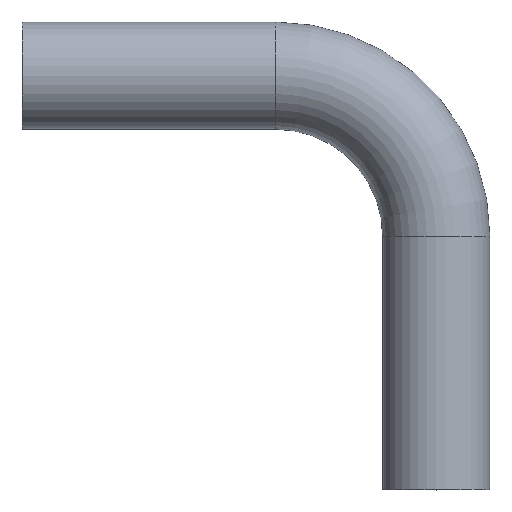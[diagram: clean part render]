
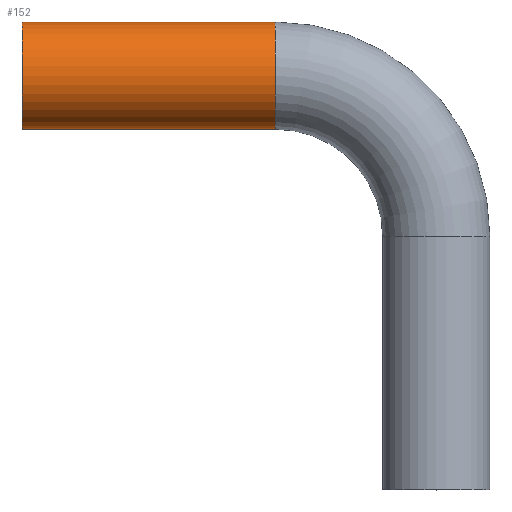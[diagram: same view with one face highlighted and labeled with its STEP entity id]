
A CAD part, top view. The second image highlights one B-rep face of the part: STEP entity #152.
In plain terms, the highlighted cylindrical face has radius 6.35 mm (diameter 12.7 mm), a full revolution.
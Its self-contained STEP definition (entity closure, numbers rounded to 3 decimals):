
#23=FACE_OUTER_BOUND('',#31,.T.);
#31=EDGE_LOOP('',(#112,#113,#114,#115,#116,#117));
#40=LINE('',#280,#44);
#44=VECTOR('',#231,6.35);
#53=CIRCLE('',#188,6.35);
#54=CIRCLE('',#189,6.35);
#55=CIRCLE('',#190,6.35);
#56=CIRCLE('',#191,6.35);
#68=VERTEX_POINT('',#275);
#69=VERTEX_POINT('',#276);
#70=VERTEX_POINT('',#279);
#71=VERTEX_POINT('',#281);
#85=EDGE_CURVE('',#68,#69,#53,.T.);
#86=EDGE_CURVE('',#69,#68,#54,.T.);
#87=EDGE_CURVE('',#69,#70,#40,.T.);
#88=EDGE_CURVE('',#70,#71,#55,.T.);
#89=EDGE_CURVE('',#71,#70,#56,.T.);
#112=ORIENTED_EDGE('',*,*,#85,.F.);
#113=ORIENTED_EDGE('',*,*,#86,.F.);
#114=ORIENTED_EDGE('',*,*,#87,.T.);
#115=ORIENTED_EDGE('',*,*,#88,.T.);
#116=ORIENTED_EDGE('',*,*,#89,.T.);
#117=ORIENTED_EDGE('',*,*,#87,.F.);
#138=CYLINDRICAL_SURFACE('',#187,6.35);
#152=ADVANCED_FACE('',(#23),#138,.T.);
#187=AXIS2_PLACEMENT_3D('',#274,#225,#226);
#188=AXIS2_PLACEMENT_3D('',#277,#227,#228);
#189=AXIS2_PLACEMENT_3D('',#278,#229,#230);
#190=AXIS2_PLACEMENT_3D('',#282,#232,#233);
#191=AXIS2_PLACEMENT_3D('',#283,#234,#235);
#225=DIRECTION('center_axis',(-1.,0.,0.));
#226=DIRECTION('ref_axis',(0.,-1.,0.));
#227=DIRECTION('center_axis',(-1.,0.,0.));
#228=DIRECTION('ref_axis',(0.,-1.,0.));
#229=DIRECTION('center_axis',(-1.,0.,0.));
#230=DIRECTION('ref_axis',(0.,-1.,0.));
#231=DIRECTION('',(1.,0.,0.));
#232=DIRECTION('center_axis',(-1.,0.,0.));
#233=DIRECTION('ref_axis',(0.,-1.,0.));
#234=DIRECTION('center_axis',(-1.,0.,0.));
#235=DIRECTION('ref_axis',(0.,-1.,0.));
#274=CARTESIAN_POINT('Origin',(-19.05,49.05,0.));
#275=CARTESIAN_POINT('',(-49.05,42.7,0.));
#276=CARTESIAN_POINT('',(-49.05,55.4,0.));
#277=CARTESIAN_POINT('Origin',(-49.05,49.05,0.));
#278=CARTESIAN_POINT('Origin',(-49.05,49.05,0.));
#279=CARTESIAN_POINT('',(-19.05,55.4,0.));
#280=CARTESIAN_POINT('',(-19.05,55.4,0.));
#281=CARTESIAN_POINT('',(-19.05,42.7,0.));
#282=CARTESIAN_POINT('Origin',(-19.05,49.05,0.));
#283=CARTESIAN_POINT('Origin',(-19.05,49.05,0.));
